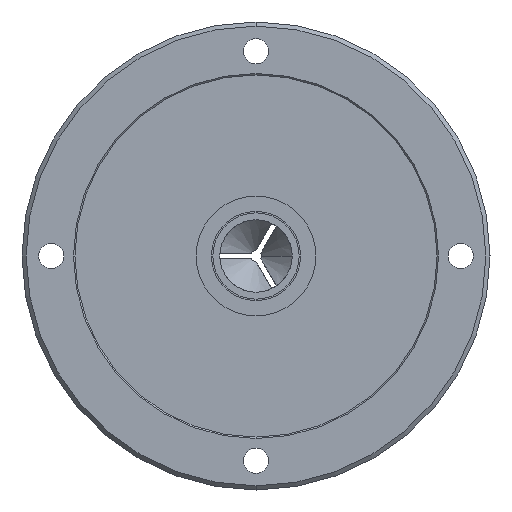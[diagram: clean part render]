
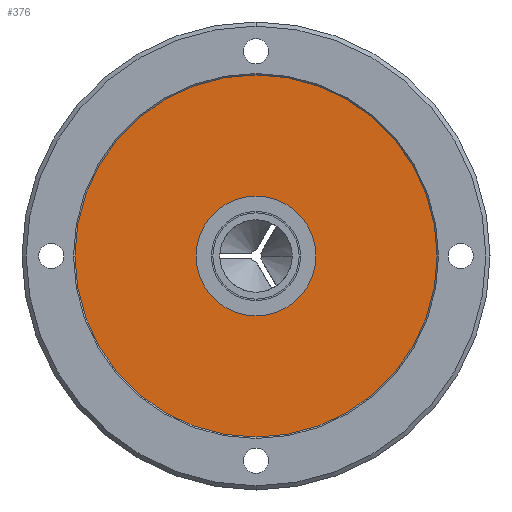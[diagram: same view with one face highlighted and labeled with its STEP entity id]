
A CAD part, front view. The second image highlights one B-rep face of the part: STEP entity #376.
In plain terms, the highlighted planar face has unit normal (0, -1, 0).
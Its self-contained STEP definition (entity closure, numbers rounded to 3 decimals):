
#26 = ORIENTED_EDGE ( 'NONE', *, *, #1319, .T. ) ;
#44 = EDGE_CURVE ( 'NONE', #197, #2198, #3387, .T. ) ;
#74 = CARTESIAN_POINT ( 'NONE',  ( 21.5, 5., 0. ) ) ;
#120 = CARTESIAN_POINT ( 'NONE',  ( -21.5, 5., 0. ) ) ;
#197 = VERTEX_POINT ( 'NONE', #969 ) ;
#224 = ORIENTED_EDGE ( 'NONE', *, *, #1113, .T. ) ;
#376 = ADVANCED_FACE ( 'NONE', ( #2850, #891 ), #1034, .F. ) ;
#724 = AXIS2_PLACEMENT_3D ( 'NONE', #2606, #4643, #781 ) ;
#781 = DIRECTION ( 'NONE',  ( 0., 0., 1. ) ) ;
#793 = DIRECTION ( 'NONE',  ( 0., 1., 0. ) ) ;
#891 = FACE_OUTER_BOUND ( 'NONE', #3920, .T. ) ;
#969 = CARTESIAN_POINT ( 'NONE',  ( 0., 5., 65.5 ) ) ;
#1034 = PLANE ( 'NONE',  #724 ) ;
#1113 = EDGE_CURVE ( 'NONE', #1280, #2412, #2543, .T. ) ;
#1121 = CIRCLE ( 'NONE', #4558, 65.5 ) ;
#1152 = CARTESIAN_POINT ( 'NONE',  ( 0., 5., 0. ) ) ;
#1245 = ORIENTED_EDGE ( 'NONE', *, *, #44, .F. ) ;
#1268 = AXIS2_PLACEMENT_3D ( 'NONE', #4126, #1549, #3748 ) ;
#1280 = VERTEX_POINT ( 'NONE', #120 ) ;
#1319 = EDGE_CURVE ( 'NONE', #2412, #1280, #4240, .T. ) ;
#1549 = DIRECTION ( 'NONE',  ( 0., 1., 0. ) ) ;
#1666 = DIRECTION ( 'NONE',  ( 0., 0., 1. ) ) ;
#1839 = EDGE_CURVE ( 'NONE', #2198, #197, #1121, .T. ) ;
#1870 = DIRECTION ( 'NONE',  ( 0., 1., 0. ) ) ;
#2198 = VERTEX_POINT ( 'NONE', #4350 ) ;
#2369 = CARTESIAN_POINT ( 'NONE',  ( 0., 5., 0. ) ) ;
#2412 = VERTEX_POINT ( 'NONE', #74 ) ;
#2543 = CIRCLE ( 'NONE', #3658, 21.5 ) ;
#2606 = CARTESIAN_POINT ( 'NONE',  ( 65.5, 5., 0. ) ) ;
#2728 = EDGE_LOOP ( 'NONE', ( #224, #26 ) ) ;
#2748 = DIRECTION ( 'NONE',  ( 0., 1., 0. ) ) ;
#2775 = AXIS2_PLACEMENT_3D ( 'NONE', #1152, #1870, #1666 ) ;
#2812 = ORIENTED_EDGE ( 'NONE', *, *, #1839, .F. ) ;
#2850 = FACE_BOUND ( 'NONE', #2728, .T. ) ;
#3002 = CARTESIAN_POINT ( 'NONE',  ( 0., 5., 0. ) ) ;
#3119 = DIRECTION ( 'NONE',  ( 0., 0., 1. ) ) ;
#3376 = DIRECTION ( 'NONE',  ( -1., 0., 0. ) ) ;
#3387 = CIRCLE ( 'NONE', #2775, 65.5 ) ;
#3658 = AXIS2_PLACEMENT_3D ( 'NONE', #3002, #793, #3376 ) ;
#3748 = DIRECTION ( 'NONE',  ( -1., 0., 0. ) ) ;
#3920 = EDGE_LOOP ( 'NONE', ( #1245, #2812 ) ) ;
#4126 = CARTESIAN_POINT ( 'NONE',  ( 0., 5., 0. ) ) ;
#4240 = CIRCLE ( 'NONE', #1268, 21.5 ) ;
#4350 = CARTESIAN_POINT ( 'NONE',  ( 0., 5., -65.5 ) ) ;
#4558 = AXIS2_PLACEMENT_3D ( 'NONE', #2369, #2748, #3119 ) ;
#4643 = DIRECTION ( 'NONE',  ( 0., 1., 0. ) ) ;
